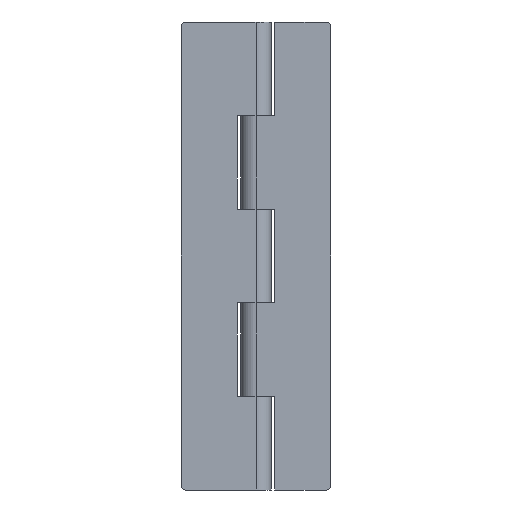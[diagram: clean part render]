
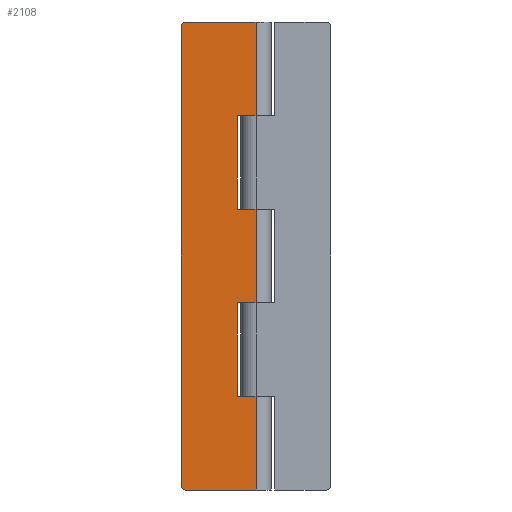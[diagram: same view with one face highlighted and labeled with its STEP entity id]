
A CAD part, front view. The second image highlights one B-rep face of the part: STEP entity #2108.
In plain terms, the highlighted planar face has unit normal (0, -1, 0).
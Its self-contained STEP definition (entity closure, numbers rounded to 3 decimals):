
#5 = ORIENTED_EDGE ( 'NONE', *, *, #7, .T. ) ;
#6 = VERTEX_POINT ( 'NONE', #1888 ) ;
#7 = EDGE_CURVE ( 'NONE', #1726, #6, #151, .T. ) ;
#8 = ORIENTED_EDGE ( 'NONE', *, *, #11, .T. ) ;
#11 = EDGE_CURVE ( 'NONE', #1674, #2228, #143, .T. ) ;
#12 = EDGE_CURVE ( 'NONE', #1910, #1674, #139, .T. ) ;
#136 = DIRECTION ( 'NONE',  ( -1., 0., 0. ) ) ;
#137 = VECTOR ( 'NONE', #136, 1000. ) ;
#138 = CARTESIAN_POINT ( 'NONE',  ( 0., -3.25, 10. ) ) ;
#139 = LINE ( 'NONE', #138, #137 ) ;
#140 = DIRECTION ( 'NONE',  ( 0., 0., 1. ) ) ;
#141 = VECTOR ( 'NONE', #140, 1000. ) ;
#142 = CARTESIAN_POINT ( 'NONE',  ( -4., -3.25, 50. ) ) ;
#143 = LINE ( 'NONE', #142, #141 ) ;
#148 = DIRECTION ( 'NONE',  ( -1., 0., 0. ) ) ;
#149 = VECTOR ( 'NONE', #148, 1000. ) ;
#150 = CARTESIAN_POINT ( 'NONE',  ( 0., -3.25, -30. ) ) ;
#151 = LINE ( 'NONE', #150, #149 ) ;
#346 = DIRECTION ( 'NONE',  ( 1., 0., 0. ) ) ;
#347 = VECTOR ( 'NONE', #346, 1000. ) ;
#348 = CARTESIAN_POINT ( 'NONE',  ( 0., -3.25, 50. ) ) ;
#349 = LINE ( 'NONE', #348, #347 ) ;
#355 = CARTESIAN_POINT ( 'NONE',  ( -4., -3.25, 10. ) ) ;
#356 = DIRECTION ( 'NONE',  ( 0., 0., -1. ) ) ;
#357 = VECTOR ( 'NONE', #356, 1000. ) ;
#358 = CARTESIAN_POINT ( 'NONE',  ( -16., -3.25, 50. ) ) ;
#359 = LINE ( 'NONE', #358, #357 ) ;
#381 = CARTESIAN_POINT ( 'NONE',  ( 0., -3.25, -50. ) ) ;
#428 = CARTESIAN_POINT ( 'NONE',  ( -15., -3.25, -50. ) ) ;
#429 = DIRECTION ( 'NONE',  ( 1., 0., 0. ) ) ;
#430 = VECTOR ( 'NONE', #429, 1000. ) ;
#431 = CARTESIAN_POINT ( 'NONE',  ( 0., -3.25, -50. ) ) ;
#432 = LINE ( 'NONE', #431, #430 ) ;
#468 = DIRECTION ( 'NONE',  ( 0., 0., -1. ) ) ;
#469 = VECTOR ( 'NONE', #468, 1000. ) ;
#470 = CARTESIAN_POINT ( 'NONE',  ( 0., -3.25, 50. ) ) ;
#471 = LINE ( 'NONE', #470, #469 ) ;
#472 = CARTESIAN_POINT ( 'NONE',  ( 0., -3.25, -30. ) ) ;
#480 = CARTESIAN_POINT ( 'NONE',  ( 0., -3.25, 50. ) ) ;
#522 = CARTESIAN_POINT ( 'NONE',  ( 0., -3.25, 30. ) ) ;
#696 = CARTESIAN_POINT ( 'NONE',  ( 0., -3.25, -10. ) ) ;
#711 = DIRECTION ( 'NONE',  ( 0., 0., -1. ) ) ;
#712 = VECTOR ( 'NONE', #711, 1000. ) ;
#713 = CARTESIAN_POINT ( 'NONE',  ( 0., -3.25, 50. ) ) ;
#714 = LINE ( 'NONE', #713, #712 ) ;
#715 = CARTESIAN_POINT ( 'NONE',  ( 0., -3.25, 10. ) ) ;
#747 = DIRECTION ( 'NONE',  ( 0., 0., -1. ) ) ;
#748 = VECTOR ( 'NONE', #747, 1000. ) ;
#749 = CARTESIAN_POINT ( 'NONE',  ( 0., -3.25, 50. ) ) ;
#750 = LINE ( 'NONE', #749, #748 ) ;
#1016 = CARTESIAN_POINT ( 'NONE',  ( -15., -3.25, 49. ) ) ;
#1045 = CARTESIAN_POINT ( 'NONE',  ( -16., -3.25, 49. ) ) ;
#1056 = CARTESIAN_POINT ( 'NONE',  ( -16., -3.25, -49. ) ) ;
#1065 = DIRECTION ( 'NONE',  ( -1., 0., 0. ) ) ;
#1066 = DIRECTION ( 'NONE',  ( 0., 1., 0. ) ) ;
#1067 = CARTESIAN_POINT ( 'NONE',  ( 0., -3.25, 50. ) ) ;
#1068 = AXIS2_PLACEMENT_3D ( 'NONE', #1067, #1066, #1065 ) ;
#1069 = PLANE ( 'NONE',  #1068 ) ;
#1070 = FACE_OUTER_BOUND ( 'NONE', #2109, .T. ) ;
#1071 = DIRECTION ( 'NONE',  ( -1., 0., 0. ) ) ;
#1072 = DIRECTION ( 'NONE',  ( 0., -1., 0. ) ) ;
#1073 = AXIS2_PLACEMENT_3D ( 'NONE', #1016, #1072, #1071 ) ;
#1074 = CIRCLE ( 'NONE', #1073, 1. ) ;
#1092 = DIRECTION ( 'NONE',  ( 1., 0., 0. ) ) ;
#1093 = VECTOR ( 'NONE', #1092, 1000. ) ;
#1094 = CARTESIAN_POINT ( 'NONE',  ( 0., -3.25, -10. ) ) ;
#1095 = LINE ( 'NONE', #1094, #1093 ) ;
#1096 = CARTESIAN_POINT ( 'NONE',  ( -4., -3.25, -10. ) ) ;
#1138 = CARTESIAN_POINT ( 'NONE',  ( -15., -3.25, 50. ) ) ;
#1176 = CARTESIAN_POINT ( 'NONE',  ( -4., -3.25, 50. ) ) ;
#1177 = LINE ( 'NONE', #1176, #1230 ) ;
#1212 = CARTESIAN_POINT ( 'NONE',  ( -4., -3.25, 30. ) ) ;
#1213 = DIRECTION ( 'NONE',  ( -1., 0., 0. ) ) ;
#1214 = DIRECTION ( 'NONE',  ( 0., -1., 0. ) ) ;
#1215 = CARTESIAN_POINT ( 'NONE',  ( -15., -3.25, -49. ) ) ;
#1216 = AXIS2_PLACEMENT_3D ( 'NONE', #1215, #1214, #1213 ) ;
#1217 = CIRCLE ( 'NONE', #1216, 1. ) ;
#1225 = DIRECTION ( 'NONE',  ( 1., 0., 0. ) ) ;
#1226 = VECTOR ( 'NONE', #1225, 1000. ) ;
#1227 = CARTESIAN_POINT ( 'NONE',  ( 0., -3.25, 30. ) ) ;
#1228 = LINE ( 'NONE', #1227, #1226 ) ;
#1229 = DIRECTION ( 'NONE',  ( 0., 0., 1. ) ) ;
#1230 = VECTOR ( 'NONE', #1229, 1000. ) ;
#1322 = ORIENTED_EDGE ( 'NONE', *, *, #2227, .T. ) ;
#1655 = EDGE_CURVE ( 'NONE', #2118, #2115, #359, .T. ) ;
#1674 = VERTEX_POINT ( 'NONE', #355 ) ;
#1675 = ORIENTED_EDGE ( 'NONE', *, *, #12, .T. ) ;
#1677 = EDGE_CURVE ( 'NONE', #2145, #1790, #349, .T. ) ;
#1705 = VERTEX_POINT ( 'NONE', #381 ) ;
#1709 = EDGE_CURVE ( 'NONE', #1710, #1705, #432, .T. ) ;
#1710 = VERTEX_POINT ( 'NONE', #428 ) ;
#1726 = VERTEX_POINT ( 'NONE', #472 ) ;
#1727 = EDGE_CURVE ( 'NONE', #1726, #1705, #471, .T. ) ;
#1790 = VERTEX_POINT ( 'NONE', #480 ) ;
#1805 = VERTEX_POINT ( 'NONE', #522 ) ;
#1888 = CARTESIAN_POINT ( 'NONE',  ( -4., -3.25, -30. ) ) ;
#1910 = VERTEX_POINT ( 'NONE', #715 ) ;
#1911 = EDGE_CURVE ( 'NONE', #1790, #1805, #714, .T. ) ;
#1917 = VERTEX_POINT ( 'NONE', #696 ) ;
#1921 = EDGE_CURVE ( 'NONE', #1910, #1917, #750, .T. ) ;
#2084 = ORIENTED_EDGE ( 'NONE', *, *, #1655, .T. ) ;
#2105 = ORIENTED_EDGE ( 'NONE', *, *, #1677, .F. ) ;
#2106 = ORIENTED_EDGE ( 'NONE', *, *, #2107, .T. ) ;
#2107 = EDGE_CURVE ( 'NONE', #2145, #2118, #1074, .T. ) ;
#2108 = ADVANCED_FACE ( 'NONE', ( #1070 ), #1069, .F. ) ;
#2109 = EDGE_LOOP ( 'NONE', ( #2105, #2106, #2084, #1322, #2121, #2143, #5, #2216, #2124, #2129, #1675, #8, #2229, #2225 ) ) ;
#2115 = VERTEX_POINT ( 'NONE', #1056 ) ;
#2118 = VERTEX_POINT ( 'NONE', #1045 ) ;
#2121 = ORIENTED_EDGE ( 'NONE', *, *, #1709, .T. ) ;
#2124 = ORIENTED_EDGE ( 'NONE', *, *, #2131, .T. ) ;
#2129 = ORIENTED_EDGE ( 'NONE', *, *, #1921, .F. ) ;
#2130 = VERTEX_POINT ( 'NONE', #1096 ) ;
#2131 = EDGE_CURVE ( 'NONE', #2130, #1917, #1095, .T. ) ;
#2143 = ORIENTED_EDGE ( 'NONE', *, *, #1727, .F. ) ;
#2145 = VERTEX_POINT ( 'NONE', #1138 ) ;
#2216 = ORIENTED_EDGE ( 'NONE', *, *, #2219, .T. ) ;
#2219 = EDGE_CURVE ( 'NONE', #6, #2130, #1177, .T. ) ;
#2222 = EDGE_CURVE ( 'NONE', #2228, #1805, #1228, .T. ) ;
#2225 = ORIENTED_EDGE ( 'NONE', *, *, #1911, .F. ) ;
#2227 = EDGE_CURVE ( 'NONE', #2115, #1710, #1217, .T. ) ;
#2228 = VERTEX_POINT ( 'NONE', #1212 ) ;
#2229 = ORIENTED_EDGE ( 'NONE', *, *, #2222, .T. ) ;
